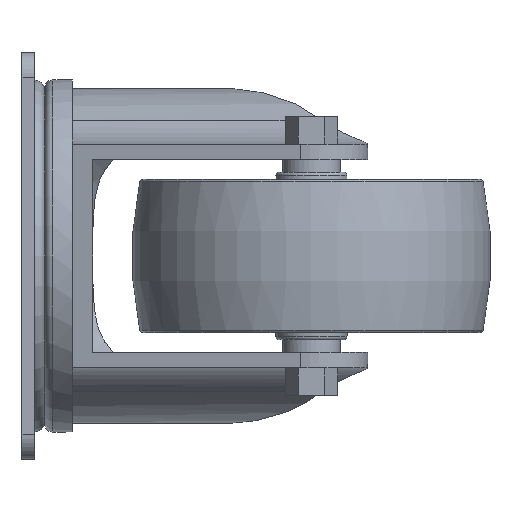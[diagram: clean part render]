
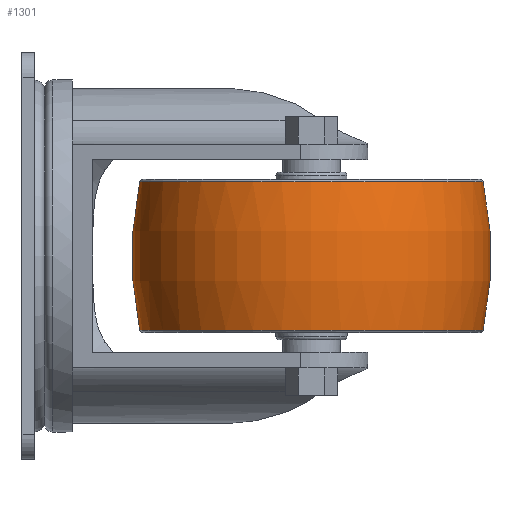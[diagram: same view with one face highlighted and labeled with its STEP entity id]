
A CAD part, left-side view. The second image highlights one B-rep face of the part: STEP entity #1301.
In plain terms, the highlighted toroidal (fillet/blend) face has major radius 37.5 mm and minor radius 75 mm.
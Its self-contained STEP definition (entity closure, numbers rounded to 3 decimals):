
#20=DEGENERATE_TOROIDAL_SURFACE('',#1463,37.5,75.,
 .F.);
#590=ORIENTED_EDGE('',*,*,#772,.T.);
#591=ORIENTED_EDGE('',*,*,#771,.F.);
#771=EDGE_CURVE('',#897,#897,#960,.T.);
#772=EDGE_CURVE('',#898,#898,#961,.T.);
#897=VERTEX_POINT('',#2281);
#898=VERTEX_POINT('',#2284);
#960=CIRCLE('',#1462,35.883);
#961=CIRCLE('',#1464,35.883);
#1071=EDGE_LOOP('',(#590));
#1072=EDGE_LOOP('',(#591));
#1192=FACE_BOUND('',#1071,.T.);
#1193=FACE_BOUND('',#1072,.T.);
#1301=ADVANCED_FACE('',(#1192,#1193),#20,.F.);
#1462=AXIS2_PLACEMENT_3D('',#2280,#1841,#1842);
#1463=AXIS2_PLACEMENT_3D('',#2282,#1843,#1844);
#1464=AXIS2_PLACEMENT_3D('',#2283,#1845,#1846);
#1841=DIRECTION('',(0.,0.,-1.));
#1842=DIRECTION('',(-1.,0.,0.));
#1843=DIRECTION('',(0.,0.,-1.));
#1844=DIRECTION('',(-1.,0.,0.));
#1845=DIRECTION('',(0.,0.,-1.));
#1846=DIRECTION('',(-1.,0.,0.));
#2280=CARTESIAN_POINT('',(0.,0.,-15.492));
#2281=CARTESIAN_POINT('',(-35.883,0.,-15.492));
#2282=CARTESIAN_POINT('',(0.,0.,0.));
#2283=CARTESIAN_POINT('',(0.,0.,15.492));
#2284=CARTESIAN_POINT('',(-35.883,0.,15.492));
